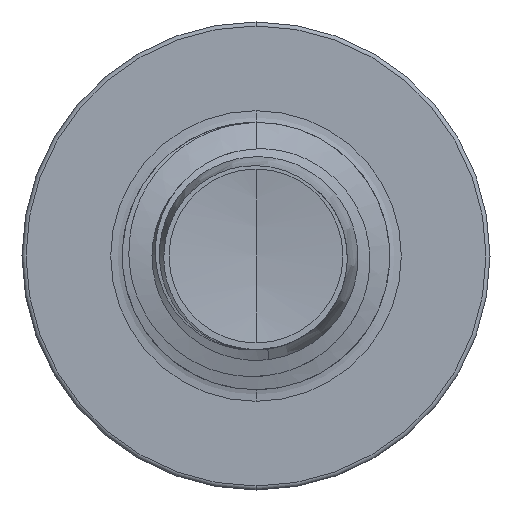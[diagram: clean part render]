
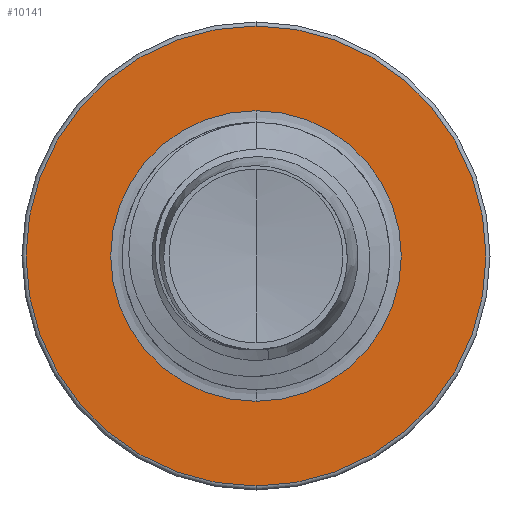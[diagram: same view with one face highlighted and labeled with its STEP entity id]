
A CAD part, front view. The second image highlights one B-rep face of the part: STEP entity #10141.
In plain terms, the highlighted planar face has unit normal (0, -1, 0).
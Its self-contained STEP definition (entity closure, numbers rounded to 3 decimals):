
#202 = AXIS2_PLACEMENT_3D ( 'NONE', #11466, #11451, #11437 ) ;
#828 = VERTEX_POINT ( 'NONE', #9180 ) ;
#917 = ORIENTED_EDGE ( 'NONE', *, *, #9064, .T. ) ;
#1035 = FACE_BOUND ( 'NONE', #3690, .T. ) ;
#1245 = CIRCLE ( 'NONE', #2794, 3.44 ) ;
#1339 = VERTEX_POINT ( 'NONE', #12324 ) ;
#1462 = CIRCLE ( 'NONE', #5197, 3.44 ) ;
#2729 = CIRCLE ( 'NONE', #4310, 2.174 ) ;
#2794 = AXIS2_PLACEMENT_3D ( 'NONE', #3396, #3389, #3374 ) ;
#3374 = DIRECTION ( 'NONE',  ( 0., 0., 1. ) ) ;
#3389 = DIRECTION ( 'NONE',  ( 0., 1., 0. ) ) ;
#3396 = CARTESIAN_POINT ( 'NONE',  ( 0., 4.5, 0. ) ) ;
#3523 = CARTESIAN_POINT ( 'NONE',  ( 0., 4.5, 3.44 ) ) ;
#3690 = EDGE_LOOP ( 'NONE', ( #917, #3837 ) ) ;
#3837 = ORIENTED_EDGE ( 'NONE', *, *, #8292, .T. ) ;
#4111 = CARTESIAN_POINT ( 'NONE',  ( 0., 4.5, -2.174 ) ) ;
#4310 = AXIS2_PLACEMENT_3D ( 'NONE', #14730, #14665, #14619 ) ;
#5197 = AXIS2_PLACEMENT_3D ( 'NONE', #14528, #14513, #14480 ) ;
#5679 = EDGE_LOOP ( 'NONE', ( #12671, #13030 ) ) ;
#6344 = DIRECTION ( 'NONE',  ( 0., 0., 1. ) ) ;
#6354 = DIRECTION ( 'NONE',  ( 0., 1., 0. ) ) ;
#6376 = PLANE ( 'NONE',  #13337 ) ;
#6485 = CARTESIAN_POINT ( 'NONE',  ( 0., 4.5, -2.174 ) ) ;
#7508 = EDGE_CURVE ( 'NONE', #828, #12681, #1245, .T. ) ;
#8292 = EDGE_CURVE ( 'NONE', #12440, #1339, #2729, .T. ) ;
#8305 = EDGE_CURVE ( 'NONE', #12681, #828, #1462, .T. ) ;
#9064 = EDGE_CURVE ( 'NONE', #1339, #12440, #12454, .T. ) ;
#9180 = CARTESIAN_POINT ( 'NONE',  ( 0., 4.5, -3.44 ) ) ;
#10141 = ADVANCED_FACE ( 'NONE', ( #11333, #1035 ), #6376, .F. ) ;
#11333 = FACE_OUTER_BOUND ( 'NONE', #5679, .T. ) ;
#11437 = DIRECTION ( 'NONE',  ( 0., 0., 1. ) ) ;
#11451 = DIRECTION ( 'NONE',  ( 0., 1., 0. ) ) ;
#11466 = CARTESIAN_POINT ( 'NONE',  ( 0., 4.5, 0. ) ) ;
#12324 = CARTESIAN_POINT ( 'NONE',  ( 0., 4.5, 2.174 ) ) ;
#12440 = VERTEX_POINT ( 'NONE', #4111 ) ;
#12454 = CIRCLE ( 'NONE', #202, 2.174 ) ;
#12671 = ORIENTED_EDGE ( 'NONE', *, *, #8305, .F. ) ;
#12681 = VERTEX_POINT ( 'NONE', #3523 ) ;
#13030 = ORIENTED_EDGE ( 'NONE', *, *, #7508, .F. ) ;
#13337 = AXIS2_PLACEMENT_3D ( 'NONE', #6485, #6354, #6344 ) ;
#14480 = DIRECTION ( 'NONE',  ( 0., 0., 1. ) ) ;
#14513 = DIRECTION ( 'NONE',  ( 0., 1., 0. ) ) ;
#14528 = CARTESIAN_POINT ( 'NONE',  ( 0., 4.5, 0. ) ) ;
#14619 = DIRECTION ( 'NONE',  ( 0., 0., 1. ) ) ;
#14665 = DIRECTION ( 'NONE',  ( 0., 1., 0. ) ) ;
#14730 = CARTESIAN_POINT ( 'NONE',  ( 0., 4.5, 0. ) ) ;
